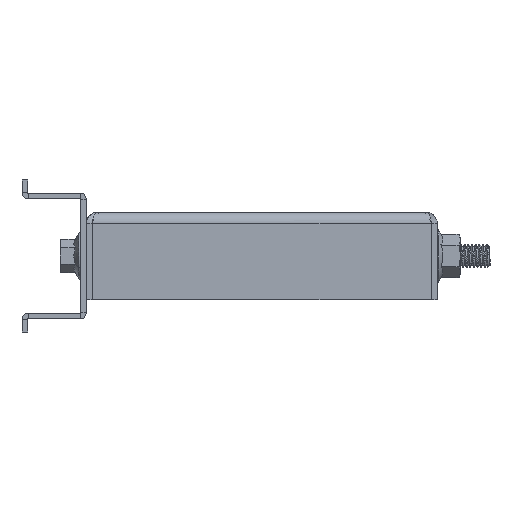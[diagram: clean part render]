
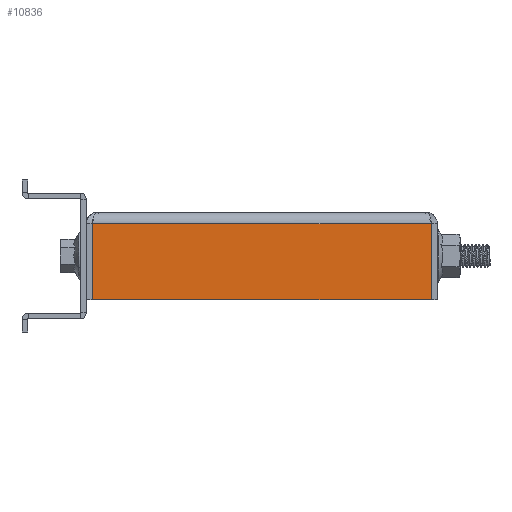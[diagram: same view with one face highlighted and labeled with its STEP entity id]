
A CAD part, left-side view. The second image highlights one B-rep face of the part: STEP entity #10836.
In plain terms, the highlighted planar face has unit normal (-1, 0, 0).
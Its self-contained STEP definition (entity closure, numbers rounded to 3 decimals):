
#1917 = ORIENTED_EDGE ( 'NONE', *, *, #27885, .T. ) ;
#2946 = PLANE ( 'NONE',  #3242 ) ;
#3242 = AXIS2_PLACEMENT_3D ( 'NONE', #16963, #45118, #27569 ) ;
#3448 = VERTEX_POINT ( 'NONE', #22138 ) ;
#4189 = VECTOR ( 'NONE', #20682, 1000. ) ;
#6734 = LINE ( 'NONE', #34846, #16046 ) ;
#9039 = EDGE_CURVE ( 'NONE', #3448, #34291, #28170, .T. ) ;
#10088 = LINE ( 'NONE', #38197, #4189 ) ;
#10836 = ADVANCED_FACE ( 'NONE', ( #34499 ), #2946, .F. ) ;
#12027 = CARTESIAN_POINT ( 'NONE',  ( 11., -2.071, 11. ) ) ;
#13263 = VECTOR ( 'NONE', #40599, 1000. ) ;
#13426 = VECTOR ( 'NONE', #29070, 1000. ) ;
#14671 = CARTESIAN_POINT ( 'NONE',  ( 11., -2.071, 11. ) ) ;
#16046 = VECTOR ( 'NONE', #31841, 1000. ) ;
#16168 = LINE ( 'NONE', #12027, #13263 ) ;
#16963 = CARTESIAN_POINT ( 'NONE',  ( 11., -60., 13. ) ) ;
#17969 = EDGE_CURVE ( 'NONE', #41030, #29380, #16168, .T. ) ;
#18463 = CARTESIAN_POINT ( 'NONE',  ( 11., -117.929, 11. ) ) ;
#20682 = DIRECTION ( 'NONE',  ( 0., -1., 0. ) ) ;
#21483 = CARTESIAN_POINT ( 'NONE',  ( 11., -2.071, -15. ) ) ;
#22138 = CARTESIAN_POINT ( 'NONE',  ( 11., -117.929, 11. ) ) ;
#22790 = CARTESIAN_POINT ( 'NONE',  ( 11., -117.929, -15. ) ) ;
#27569 = DIRECTION ( 'NONE',  ( 0., 0., 1. ) ) ;
#27885 = EDGE_CURVE ( 'NONE', #29380, #34291, #10088, .T. ) ;
#28170 = LINE ( 'NONE', #18463, #13426 ) ;
#29070 = DIRECTION ( 'NONE',  ( 0., 0., -1. ) ) ;
#29255 = EDGE_LOOP ( 'NONE', ( #30044, #34496, #1917, #30060 ) ) ;
#29380 = VERTEX_POINT ( 'NONE', #21483 ) ;
#30044 = ORIENTED_EDGE ( 'NONE', *, *, #45245, .F. ) ;
#30060 = ORIENTED_EDGE ( 'NONE', *, *, #9039, .F. ) ;
#31841 = DIRECTION ( 'NONE',  ( 0., -1., 0. ) ) ;
#34291 = VERTEX_POINT ( 'NONE', #22790 ) ;
#34496 = ORIENTED_EDGE ( 'NONE', *, *, #17969, .T. ) ;
#34499 = FACE_OUTER_BOUND ( 'NONE', #29255, .T. ) ;
#34846 = CARTESIAN_POINT ( 'NONE',  ( 11., -120., 11. ) ) ;
#38197 = CARTESIAN_POINT ( 'NONE',  ( 11., -60., -15. ) ) ;
#40599 = DIRECTION ( 'NONE',  ( 0., 0., -1. ) ) ;
#41030 = VERTEX_POINT ( 'NONE', #14671 ) ;
#45118 = DIRECTION ( 'NONE',  ( 1., 0., 0. ) ) ;
#45245 = EDGE_CURVE ( 'NONE', #41030, #3448, #6734, .T. ) ;
